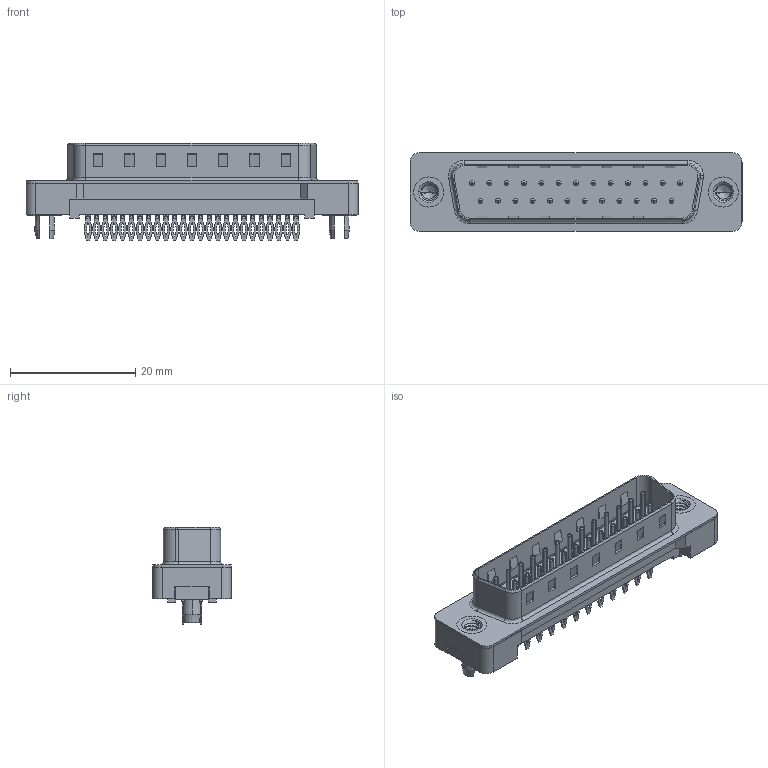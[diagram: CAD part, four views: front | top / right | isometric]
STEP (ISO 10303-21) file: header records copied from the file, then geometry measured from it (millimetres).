
FILE_DESCRIPTION (( 'STEP AP203' ), '1' );
FILE_NAME ('627-025-626-016.STEP', '2020-07-16T01:22:23', ( '' ), ( '' ), 'SwSTEP 2.0', 'SolidWorks 2020', '' );
FILE_SCHEMA (( 'CONFIG_CONTROL_DESIGN' ));
Length unit declared in the file: millimetre
Products named in the file (6): 627 PB Contact Row 2_26; 627 Plastic Body Housing_25 Contacts; 627 PB 4-40 Threaded Rivet with Boardlock; 627 PB Shell_25 Contacts; 627 PB Contact Row 1_26; 627-025-626-016
Assembly tree (29 placements, depth 2):
  627-025-626-016
    627 Plastic Body Housing_25 Contacts
    627 PB Shell_25 Contacts
    627 PB Contact Row 1_26  x13
    627 PB Contact Row 2_26  x12
    627 PB 4-40 Threaded Rivet with Boardlock  x2
Bounding box: 53.04 x 12.6 x 15.55 mm (x, y, z)
Volume: 2568.5 mm3; surface area: 5854.2 mm2
Topology: 29 solids, 29 shells, 2108 faces, 5503 edges, 3491 vertices
Faces by surface type: plane 1288, cylinder 598, bspline 106, torus 94, cone 22
Entity records: 24858 total; most frequent: CARTESIAN_POINT 5595, ORIENTED_EDGE 3732, DIRECTION 3719, EDGE_CURVE 1866, LINE 1343, VECTOR 1343, VERTEX_POINT 1208, AXIS2_PLACEMENT_3D 1188
